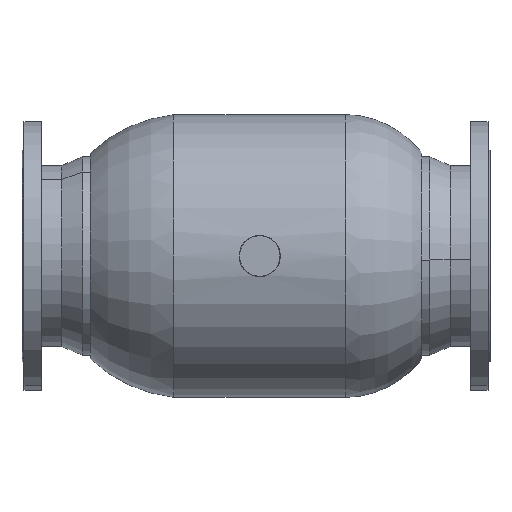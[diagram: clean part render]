
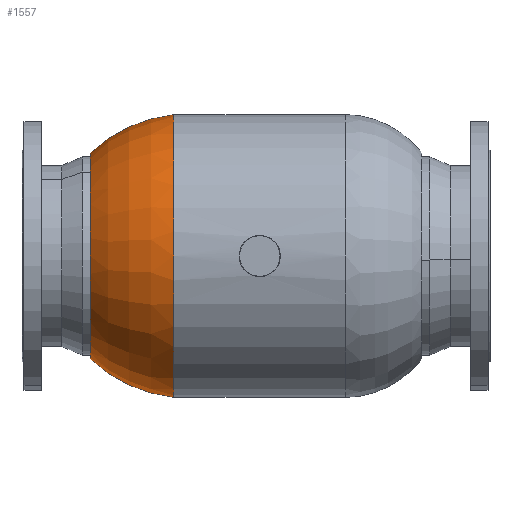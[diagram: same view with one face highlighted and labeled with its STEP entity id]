
A CAD part, front view. The second image highlights one B-rep face of the part: STEP entity #1557.
In plain terms, the highlighted toroidal (fillet/blend) face has major radius 6.815 mm and minor radius 221.204 mm.
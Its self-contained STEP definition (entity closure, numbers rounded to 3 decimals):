
#79 = CARTESIAN_POINT ( 'NONE',  ( -255.535, 0., 155. ) ) ;
#106 = VERTEX_POINT ( 'NONE', #79 ) ;
#524 = VERTEX_POINT ( 'NONE', #6988 ) ;
#660 = AXIS2_PLACEMENT_3D ( 'NONE', #4241, #1874, #2425 ) ;
#884 = AXIS2_PLACEMENT_3D ( 'NONE', #5620, #6824, #7495 ) ;
#1213 = DIRECTION ( 'NONE',  ( -1., 0., 0. ) ) ;
#1557 = ADVANCED_FACE ( 'NONE', ( #6912 ), #6779, .T. ) ;
#1874 = DIRECTION ( 'NONE',  ( 0., 1., 0. ) ) ;
#2137 = CIRCLE ( 'NONE', #2383, 221.204 ) ;
#2167 = AXIS2_PLACEMENT_3D ( 'NONE', #2547, #1213, #7103 ) ;
#2383 = AXIS2_PLACEMENT_3D ( 'NONE', #3906, #6311, #6269 ) ;
#2425 = DIRECTION ( 'NONE',  ( 0., 0., 1. ) ) ;
#2547 = CARTESIAN_POINT ( 'NONE',  ( -104.713, 0., 0. ) ) ;
#3008 = CIRCLE ( 'NONE', #660, 221.204 ) ;
#3238 = VERTEX_POINT ( 'NONE', #4468 ) ;
#3257 = EDGE_CURVE ( 'NONE', #7107, #524, #4998, .T. ) ;
#3273 = DIRECTION ( 'NONE',  ( 0., 0., 1. ) ) ;
#3348 = ORIENTED_EDGE ( 'NONE', *, *, #6047, .T. ) ;
#3477 = ORIENTED_EDGE ( 'NONE', *, *, #5161, .F. ) ;
#3906 = CARTESIAN_POINT ( 'NONE',  ( -104.713, 0., -6.815 ) ) ;
#3923 = CARTESIAN_POINT ( 'NONE',  ( -129.465, 0., 0. ) ) ;
#4087 = CIRCLE ( 'NONE', #884, 155. ) ;
#4241 = CARTESIAN_POINT ( 'NONE',  ( -104.713, 0., 6.815 ) ) ;
#4319 = AXIS2_PLACEMENT_3D ( 'NONE', #3923, #6288, #3273 ) ;
#4468 = CARTESIAN_POINT ( 'NONE',  ( -255.535, 0., -155. ) ) ;
#4620 = EDGE_CURVE ( 'NONE', #7107, #3238, #3008, .T. ) ;
#4998 = CIRCLE ( 'NONE', #4319, 213. ) ;
#5161 = EDGE_CURVE ( 'NONE', #3238, #106, #4087, .T. ) ;
#5452 = ORIENTED_EDGE ( 'NONE', *, *, #4620, .F. ) ;
#5620 = CARTESIAN_POINT ( 'NONE',  ( -255.535, 0., 0. ) ) ;
#5951 = ORIENTED_EDGE ( 'NONE', *, *, #3257, .T. ) ;
#6047 = EDGE_CURVE ( 'NONE', #524, #106, #2137, .T. ) ;
#6269 = DIRECTION ( 'NONE',  ( 0., 0., -1. ) ) ;
#6288 = DIRECTION ( 'NONE',  ( -1., 0., 0. ) ) ;
#6311 = DIRECTION ( 'NONE',  ( 0., -1., 0. ) ) ;
#6515 = CARTESIAN_POINT ( 'NONE',  ( -129.465, 0., -213. ) ) ;
#6779 = TOROIDAL_SURFACE ( 'NONE', #2167, -6.815, 221.204 ) ;
#6824 = DIRECTION ( 'NONE',  ( -1., 0., 0. ) ) ;
#6912 = FACE_OUTER_BOUND ( 'NONE', #7275, .T. ) ;
#6988 = CARTESIAN_POINT ( 'NONE',  ( -129.465, 0., 213. ) ) ;
#7103 = DIRECTION ( 'NONE',  ( 0., 0., 1. ) ) ;
#7107 = VERTEX_POINT ( 'NONE', #6515 ) ;
#7275 = EDGE_LOOP ( 'NONE', ( #5452, #5951, #3348, #3477 ) ) ;
#7495 = DIRECTION ( 'NONE',  ( 0., 0., 1. ) ) ;
